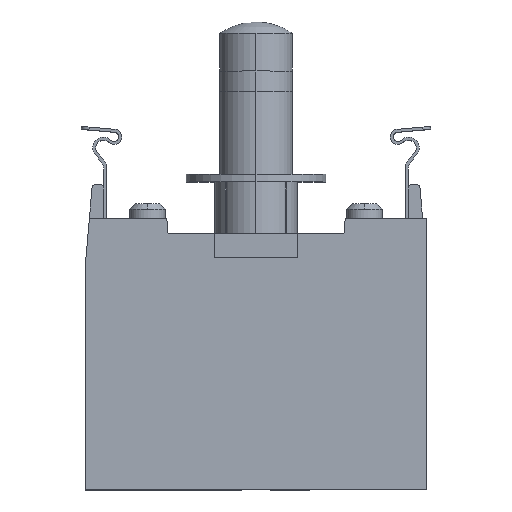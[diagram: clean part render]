
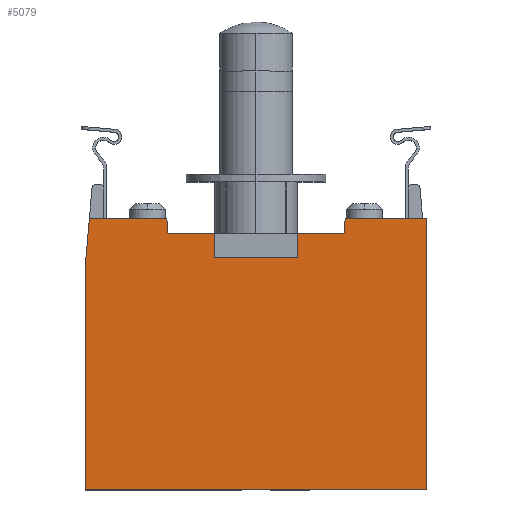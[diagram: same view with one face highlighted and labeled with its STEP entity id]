
A CAD part, top view. The second image highlights one B-rep face of the part: STEP entity #5079.
In plain terms, the highlighted planar face has unit normal (0, 0, 1).
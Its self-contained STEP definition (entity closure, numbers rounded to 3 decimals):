
#12 = EDGE_CURVE ( 'NONE', #3120, #5567, #1584, .T. ) ;
#35 = DIRECTION ( 'NONE',  ( 0.087, -0.996, 0. ) ) ;
#106 = DIRECTION ( 'NONE',  ( -1., 0., 0. ) ) ;
#157 = CARTESIAN_POINT ( 'NONE',  ( 11.825, 18., 9.9 ) ) ;
#158 = DIRECTION ( 'NONE',  ( 0.087, 0.996, 0. ) ) ;
#268 = VECTOR ( 'NONE', #158, 1000. ) ;
#508 = VERTEX_POINT ( 'NONE', #3974 ) ;
#519 = DIRECTION ( 'NONE',  ( 1., 0., 0. ) ) ;
#531 = CARTESIAN_POINT ( 'NONE',  ( 22.6, 18., 9.9 ) ) ;
#554 = AXIS2_PLACEMENT_3D ( 'NONE', #2272, #578, #3580 ) ;
#555 = LINE ( 'NONE', #531, #2846 ) ;
#578 = DIRECTION ( 'NONE',  ( 0., 0., 1. ) ) ;
#592 = LINE ( 'NONE', #2817, #2896 ) ;
#618 = LINE ( 'NONE', #1056, #1756 ) ;
#783 = ORIENTED_EDGE ( 'NONE', *, *, #4717, .T. ) ;
#795 = VERTEX_POINT ( 'NONE', #1598 ) ;
#847 = LINE ( 'NONE', #4476, #3109 ) ;
#860 = EDGE_CURVE ( 'NONE', #4357, #795, #592, .T. ) ;
#877 = CARTESIAN_POINT ( 'NONE',  ( -5.5, 16., 9.9 ) ) ;
#971 = EDGE_CURVE ( 'NONE', #508, #3664, #1382, .T. ) ;
#1012 = CARTESIAN_POINT ( 'NONE',  ( 22.6, -18., 9.9 ) ) ;
#1056 = CARTESIAN_POINT ( 'NONE',  ( 22.6, 18., 9.9 ) ) ;
#1229 = DIRECTION ( 'NONE',  ( 0., -1., 0. ) ) ;
#1382 = LINE ( 'NONE', #5315, #268 ) ;
#1432 = EDGE_CURVE ( 'NONE', #5567, #1988, #2465, .T. ) ;
#1436 = DIRECTION ( 'NONE',  ( 0.087, 0.996, 0. ) ) ;
#1584 = LINE ( 'NONE', #2183, #2582 ) ;
#1598 = CARTESIAN_POINT ( 'NONE',  ( 5.5, 12.8, 9.9 ) ) ;
#1638 = CARTESIAN_POINT ( 'NONE',  ( -22.075, 18., 9.9 ) ) ;
#1668 = ORIENTED_EDGE ( 'NONE', *, *, #1432, .F. ) ;
#1756 = VECTOR ( 'NONE', #4070, 1000. ) ;
#1893 = LINE ( 'NONE', #1012, #5202 ) ;
#1915 = VECTOR ( 'NONE', #35, 1000. ) ;
#1988 = VERTEX_POINT ( 'NONE', #157 ) ;
#2053 = EDGE_CURVE ( 'NONE', #2071, #3664, #618, .T. ) ;
#2071 = VERTEX_POINT ( 'NONE', #2792 ) ;
#2092 = DIRECTION ( 'NONE',  ( 1., 0., 0. ) ) ;
#2152 = ORIENTED_EDGE ( 'NONE', *, *, #860, .F. ) ;
#2175 = LINE ( 'NONE', #4584, #5352 ) ;
#2183 = CARTESIAN_POINT ( 'NONE',  ( -11.65, 16., 9.9 ) ) ;
#2235 = FACE_OUTER_BOUND ( 'NONE', #4605, .T. ) ;
#2272 = CARTESIAN_POINT ( 'NONE',  ( 0., 0., 9.9 ) ) ;
#2443 = ORIENTED_EDGE ( 'NONE', *, *, #12, .F. ) ;
#2465 = LINE ( 'NONE', #4024, #5511 ) ;
#2537 = CARTESIAN_POINT ( 'NONE',  ( 22.6, 18., 9.9 ) ) ;
#2577 = EDGE_CURVE ( 'NONE', #4735, #1988, #555, .T. ) ;
#2582 = VECTOR ( 'NONE', #2092, 1000. ) ;
#2677 = EDGE_CURVE ( 'NONE', #5010, #4735, #1893, .T. ) ;
#2728 = CARTESIAN_POINT ( 'NONE',  ( -5.5, 12.8, 9.9 ) ) ;
#2751 = VERTEX_POINT ( 'NONE', #2813 ) ;
#2778 = VERTEX_POINT ( 'NONE', #4116 ) ;
#2792 = CARTESIAN_POINT ( 'NONE',  ( -11.825, 18., 9.9 ) ) ;
#2813 = CARTESIAN_POINT ( 'NONE',  ( -5.5, 16., 9.9 ) ) ;
#2817 = CARTESIAN_POINT ( 'NONE',  ( -5.5, 12.8, 9.9 ) ) ;
#2819 = ORIENTED_EDGE ( 'NONE', *, *, #3279, .F. ) ;
#2846 = VECTOR ( 'NONE', #106, 1000. ) ;
#2896 = VECTOR ( 'NONE', #4539, 1000. ) ;
#3005 = ORIENTED_EDGE ( 'NONE', *, *, #2577, .T. ) ;
#3012 = DIRECTION ( 'NONE',  ( 0., -1., 0. ) ) ;
#3015 = CARTESIAN_POINT ( 'NONE',  ( -11.825, 18., 9.9 ) ) ;
#3055 = ORIENTED_EDGE ( 'NONE', *, *, #5221, .T. ) ;
#3109 = VECTOR ( 'NONE', #4901, 1000. ) ;
#3120 = VERTEX_POINT ( 'NONE', #5581 ) ;
#3279 = EDGE_CURVE ( 'NONE', #2751, #4357, #3315, .T. ) ;
#3315 = LINE ( 'NONE', #877, #4322 ) ;
#3568 = ORIENTED_EDGE ( 'NONE', *, *, #4265, .F. ) ;
#3580 = DIRECTION ( 'NONE',  ( 1., 0., 0. ) ) ;
#3664 = VERTEX_POINT ( 'NONE', #1638 ) ;
#3833 = VECTOR ( 'NONE', #519, 1000. ) ;
#3874 = LINE ( 'NONE', #4677, #4878 ) ;
#3937 = CARTESIAN_POINT ( 'NONE',  ( -11.65, 16., 9.9 ) ) ;
#3974 = CARTESIAN_POINT ( 'NONE',  ( -22.6, 12., 9.9 ) ) ;
#4024 = CARTESIAN_POINT ( 'NONE',  ( 11.65, 16., 9.9 ) ) ;
#4070 = DIRECTION ( 'NONE',  ( -1., 0., 0. ) ) ;
#4116 = CARTESIAN_POINT ( 'NONE',  ( -22.6, -18., 9.9 ) ) ;
#4130 = VERTEX_POINT ( 'NONE', #4588 ) ;
#4196 = ORIENTED_EDGE ( 'NONE', *, *, #2677, .T. ) ;
#4265 = EDGE_CURVE ( 'NONE', #4130, #2751, #4991, .T. ) ;
#4318 = ORIENTED_EDGE ( 'NONE', *, *, #2053, .T. ) ;
#4322 = VECTOR ( 'NONE', #3012, 1000. ) ;
#4357 = VERTEX_POINT ( 'NONE', #2728 ) ;
#4378 = ORIENTED_EDGE ( 'NONE', *, *, #5117, .F. ) ;
#4437 = PLANE ( 'NONE',  #554 ) ;
#4476 = CARTESIAN_POINT ( 'NONE',  ( 5.5, 16., 9.9 ) ) ;
#4479 = LINE ( 'NONE', #3015, #1915 ) ;
#4510 = DIRECTION ( 'NONE',  ( 0., 1., 0. ) ) ;
#4539 = DIRECTION ( 'NONE',  ( 1., 0., 0. ) ) ;
#4584 = CARTESIAN_POINT ( 'NONE',  ( 22.6, -18., 9.9 ) ) ;
#4588 = CARTESIAN_POINT ( 'NONE',  ( -11.65, 16., 9.9 ) ) ;
#4605 = EDGE_LOOP ( 'NONE', ( #2819, #3568, #5541, #4318, #4752, #783, #3055, #4196, #3005, #1668, #2443, #4378, #2152 ) ) ;
#4677 = CARTESIAN_POINT ( 'NONE',  ( -22.6, -18., 9.9 ) ) ;
#4696 = CARTESIAN_POINT ( 'NONE',  ( 11.65, 16., 9.9 ) ) ;
#4717 = EDGE_CURVE ( 'NONE', #508, #2778, #3874, .T. ) ;
#4735 = VERTEX_POINT ( 'NONE', #2537 ) ;
#4752 = ORIENTED_EDGE ( 'NONE', *, *, #971, .F. ) ;
#4827 = EDGE_CURVE ( 'NONE', #2071, #4130, #4479, .T. ) ;
#4878 = VECTOR ( 'NONE', #1229, 1000. ) ;
#4901 = DIRECTION ( 'NONE',  ( 0., 1., 0. ) ) ;
#4991 = LINE ( 'NONE', #3937, #3833 ) ;
#5010 = VERTEX_POINT ( 'NONE', #5265 ) ;
#5079 = ADVANCED_FACE ( 'NONE', ( #2235 ), #4437, .T. ) ;
#5117 = EDGE_CURVE ( 'NONE', #795, #3120, #847, .T. ) ;
#5202 = VECTOR ( 'NONE', #4510, 1000. ) ;
#5221 = EDGE_CURVE ( 'NONE', #2778, #5010, #2175, .T. ) ;
#5265 = CARTESIAN_POINT ( 'NONE',  ( 22.6, -18., 9.9 ) ) ;
#5315 = CARTESIAN_POINT ( 'NONE',  ( -22.6, 12., 9.9 ) ) ;
#5352 = VECTOR ( 'NONE', #5469, 1000. ) ;
#5469 = DIRECTION ( 'NONE',  ( 1., 0., 0. ) ) ;
#5511 = VECTOR ( 'NONE', #1436, 1000. ) ;
#5541 = ORIENTED_EDGE ( 'NONE', *, *, #4827, .F. ) ;
#5567 = VERTEX_POINT ( 'NONE', #4696 ) ;
#5581 = CARTESIAN_POINT ( 'NONE',  ( 5.5, 16., 9.9 ) ) ;
